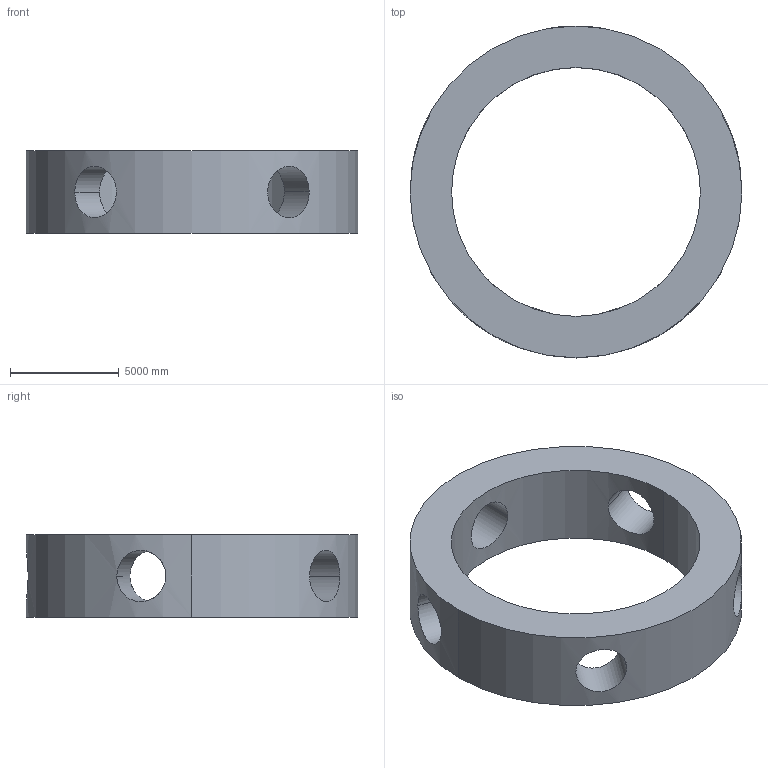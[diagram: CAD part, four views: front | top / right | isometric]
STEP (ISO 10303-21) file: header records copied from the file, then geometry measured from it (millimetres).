
FILE_DESCRIPTION((''),'2;1');
FILE_NAME('RADIAL_ENGINE_COVER','2025-12-19T09:30:47',('H576696'),('Honeywell International Inc.'),'CREO PARAMETRIC BY PTC INC, 2023134','CREO PARAMETRIC BY PTC INC, 2023134','');
FILE_SCHEMA(('AUTOMOTIVE_DESIGN { 1 0 10303 214 1 1 1 1 }'));
Length unit declared in the file: inch
Products named in the file (1): RADIAL_ENGINE_COVER
Bounding box: 15240 x 15240 x 3810 mm (x, y, z)
Volume: 262151658105 mm3; surface area: 506091384.2 mm2
Topology: 1 solids, 1 shells, 16 faces, 42 edges, 28 vertices
Faces by surface type: cylinder 14, plane 2
Entity records: 1232 total; most frequent: CARTESIAN_POINT 431, COLOUR_RGB 106, ORIENTED_EDGE 84, DIRECTION 64, PRESENTATION_STYLE_ASSIGNMENT 59, STYLED_ITEM 59, CURVE_STYLE 42, EDGE_CURVE 42
